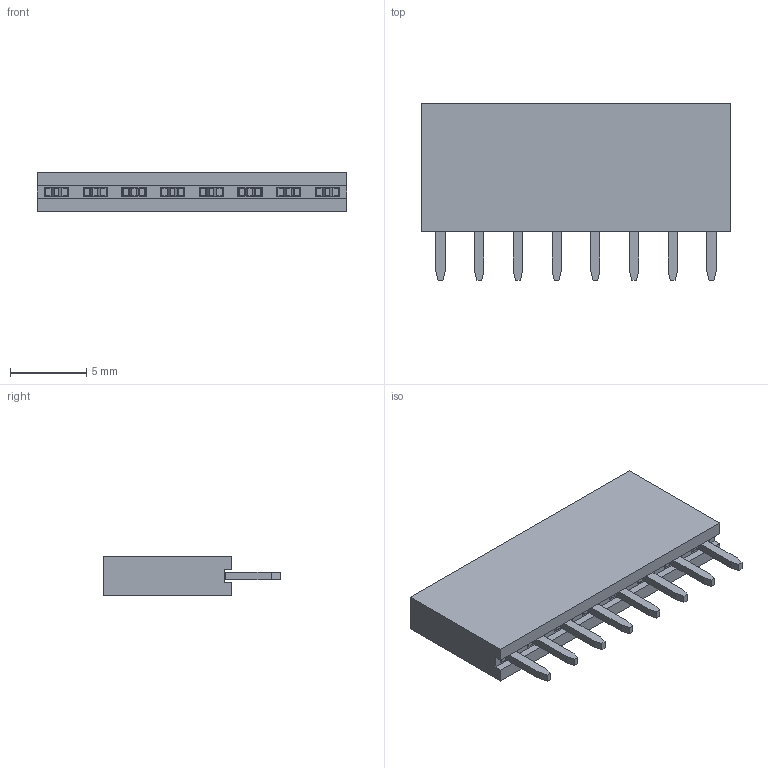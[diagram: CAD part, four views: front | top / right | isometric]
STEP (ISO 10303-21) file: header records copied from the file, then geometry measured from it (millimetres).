
FILE_DESCRIPTION((''),'2;1');
FILE_NAME('PBS-8.stp','2019-11-02T10:46:31',('Shuvalov'),(''),'Autodesk Inventor 2011','Autodesk Inventor 2011','');
FILE_SCHEMA(('CONFIG_CONTROL_DESIGN'));
Length unit declared in the file: millimetre
Products named in the file (1): PBS-8
Bounding box: 20.32 x 11.6 x 2.54 mm (x, y, z)
Volume: 398.1 mm3; surface area: 772.2 mm2
Topology: 9 solids, 9 shells, 250 faces, 616 edges, 400 vertices
Faces by surface type: plane 218, cylinder 32
Entity records: 7424 total; most frequent: CARTESIAN_POINT 1267, ORIENTED_EDGE 1232, DIRECTION 1182, EDGE_CURVE 616, VECTOR 552, LINE 552, VERTEX_POINT 400, AXIS2_PLACEMENT_3D 315
